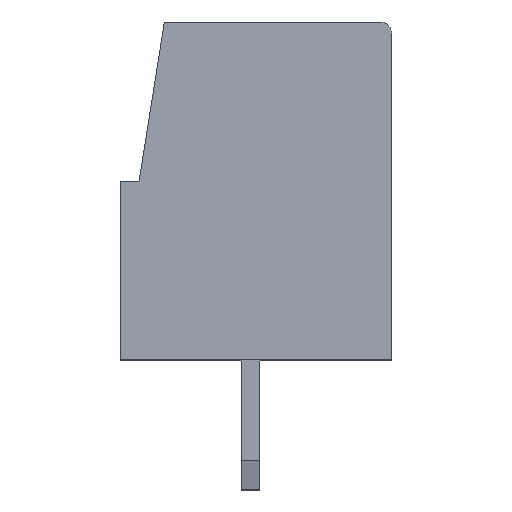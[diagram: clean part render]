
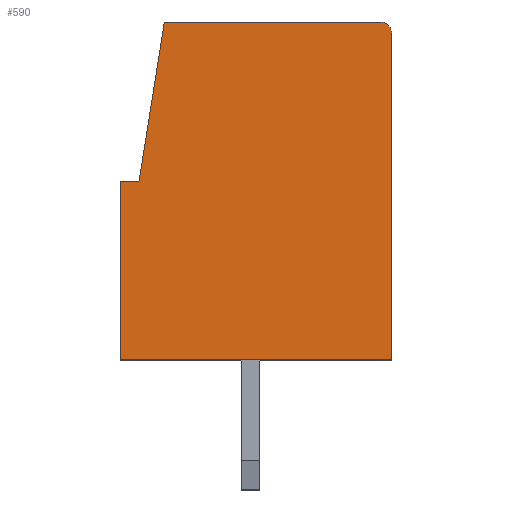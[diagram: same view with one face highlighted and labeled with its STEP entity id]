
A CAD part, left-side view. The second image highlights one B-rep face of the part: STEP entity #590.
In plain terms, the highlighted planar face has unit normal (-1, 0, 0).
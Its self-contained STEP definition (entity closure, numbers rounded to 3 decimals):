
#590 = ADVANCED_FACE( '', ( #1410 ), #1411, .F. );
#1410 = FACE_OUTER_BOUND( '', #2494, .T. );
#1411 = PLANE( '', #2495 );
#2494 = EDGE_LOOP( '', ( #4076, #4077, #4078, #4079, #4080, #4081, #4082 ) );
#2495 = AXIS2_PLACEMENT_3D( '', #4083, #4084, #4085 );
#4076 = ORIENTED_EDGE( '', *, *, #6931, .T. );
#4077 = ORIENTED_EDGE( '', *, *, #6864, .F. );
#4078 = ORIENTED_EDGE( '', *, *, #6932, .F. );
#4079 = ORIENTED_EDGE( '', *, *, #6933, .T. );
#4080 = ORIENTED_EDGE( '', *, *, #6563, .T. );
#4081 = ORIENTED_EDGE( '', *, *, #6934, .T. );
#4082 = ORIENTED_EDGE( '', *, *, #6935, .T. );
#4083 = CARTESIAN_POINT( '', ( -1.905, -11.88, 0. ) );
#4084 = DIRECTION( '', ( 1., 0., 0. ) );
#4085 = DIRECTION( '', ( 0., 0., 1. ) );
#6563 = EDGE_CURVE( '', #7877, #7878, #7879, .T. );
#6864 = EDGE_CURVE( '', #8399, #8401, #8402, .T. );
#6931 = EDGE_CURVE( '', #8512, #8401, #8513, .T. );
#6932 = EDGE_CURVE( '', #8514, #8399, #8515, .T. );
#6933 = EDGE_CURVE( '', #8514, #7877, #8516, .T. );
#6934 = EDGE_CURVE( '', #7878, #8517, #8518, .T. );
#6935 = EDGE_CURVE( '', #8517, #8512, #8519, .T. );
#7877 = VERTEX_POINT( '', #9782 );
#7878 = VERTEX_POINT( '', #9783 );
#7879 = LINE( '', #9784, #9785 );
#8399 = VERTEX_POINT( '', #10547 );
#8401 = VERTEX_POINT( '', #10550 );
#8402 = CIRCLE( '', #10551, 0.3 );
#8512 = VERTEX_POINT( '', #10702 );
#8513 = LINE( '', #10703, #10704 );
#8514 = VERTEX_POINT( '', #10705 );
#8515 = LINE( '', #10706, #10707 );
#8516 = LINE( '', #10708, #10709 );
#8517 = VERTEX_POINT( '', #10710 );
#8518 = LINE( '', #10711, #10712 );
#8519 = LINE( '', #10713, #10714 );
#9782 = CARTESIAN_POINT( '', ( -1.905, -0.5, 4.8 ) );
#9783 = CARTESIAN_POINT( '', ( -1.905, 0., 4.8 ) );
#9784 = CARTESIAN_POINT( '', ( -1.905, -3.5, 4.8 ) );
#9785 = VECTOR( '', #12277, 1000. );
#10547 = CARTESIAN_POINT( '', ( -1.905, -7., 9.1 ) );
#10550 = CARTESIAN_POINT( '', ( -1.905, -7.3, 8.8 ) );
#10551 = AXIS2_PLACEMENT_3D( '', #12551, #12552, #12553 );
#10702 = CARTESIAN_POINT( '', ( -1.905, -7.3, 0. ) );
#10703 = CARTESIAN_POINT( '', ( -1.905, -7.3, 0. ) );
#10704 = VECTOR( '', #12628, 1000. );
#10705 = CARTESIAN_POINT( '', ( -1.905, -1.181, 9.1 ) );
#10706 = CARTESIAN_POINT( '', ( -1.905, -3.5, 9.1 ) );
#10707 = VECTOR( '', #12629, 1000. );
#10708 = CARTESIAN_POINT( '', ( -1.905, 0.26, 0. ) );
#10709 = VECTOR( '', #12630, 1000. );
#10710 = CARTESIAN_POINT( '', ( -1.905, 0., 0. ) );
#10711 = CARTESIAN_POINT( '', ( -1.905, 0., 0. ) );
#10712 = VECTOR( '', #12631, 1000. );
#10713 = CARTESIAN_POINT( '', ( -1.905, -3.5, 0. ) );
#10714 = VECTOR( '', #12632, 1000. );
#12277 = DIRECTION( '', ( 0., 1., 0. ) );
#12551 = CARTESIAN_POINT( '', ( -1.905, -7., 8.8 ) );
#12552 = DIRECTION( '', ( 1., 0., 0. ) );
#12553 = DIRECTION( '', ( 0., -1., 0. ) );
#12628 = DIRECTION( '', ( 0., 0., 1. ) );
#12629 = DIRECTION( '', ( 0., -1., 0. ) );
#12630 = DIRECTION( '', ( 0., 0.156, -0.988 ) );
#12631 = DIRECTION( '', ( 0., 0., -1. ) );
#12632 = DIRECTION( '', ( 0., -1., 0. ) );
